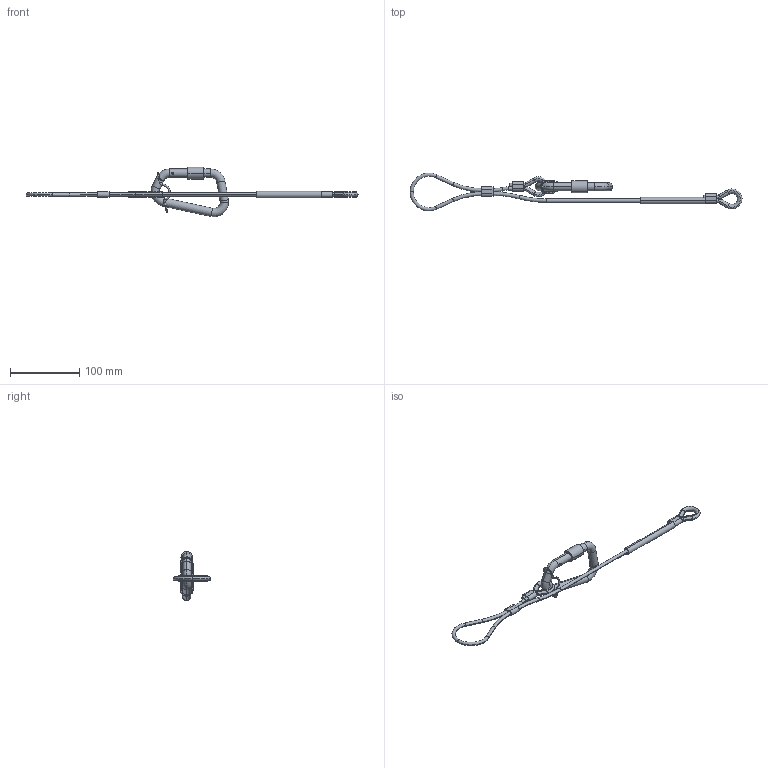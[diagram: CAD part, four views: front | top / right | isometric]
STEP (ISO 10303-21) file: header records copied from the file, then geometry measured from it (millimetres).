
FILE_DESCRIPTION (( 'STEP AP203' ), '1' );
FILE_NAME ('T2830001.STEP', '2018-07-19T08:36:52', ( '' ), ( '' ), 'SwSTEP 2.0', 'SolidWorks 2016', '' );
FILE_SCHEMA (( 'CONFIG_CONTROL_DESIGN' ));
Length unit declared in the file: millimetre
Products named in the file (6): T2870001; S3250_HEATSHRINK - BLACK -  DIA 9.5; T3870001; T2830001; T402001 (T2830001); S3164
Assembly tree (8 placements, depth 2):
  T2830001
    T402001 (T2830001)
    T3870001  x2
    S3164  x3
    S3250_HEATSHRINK - BLACK -  DIA 9.5
    T2870001
Bounding box: 480 x 54.86 x 71.51 mm (x, y, z)
Volume: 55146.3 mm3; surface area: 37253.2 mm2
Topology: 8 solids, 8 shells, 216 faces, 482 edges, 282 vertices
Faces by surface type: cylinder 84, torus 74, plane 58
Entity records: 5472 total; most frequent: CARTESIAN_POINT 1007, DIRECTION 928, ORIENTED_EDGE 720, AXIS2_PLACEMENT_3D 415, EDGE_CURVE 360, CIRCLE 238, VERTEX_POINT 204, EDGE_LOOP 174
